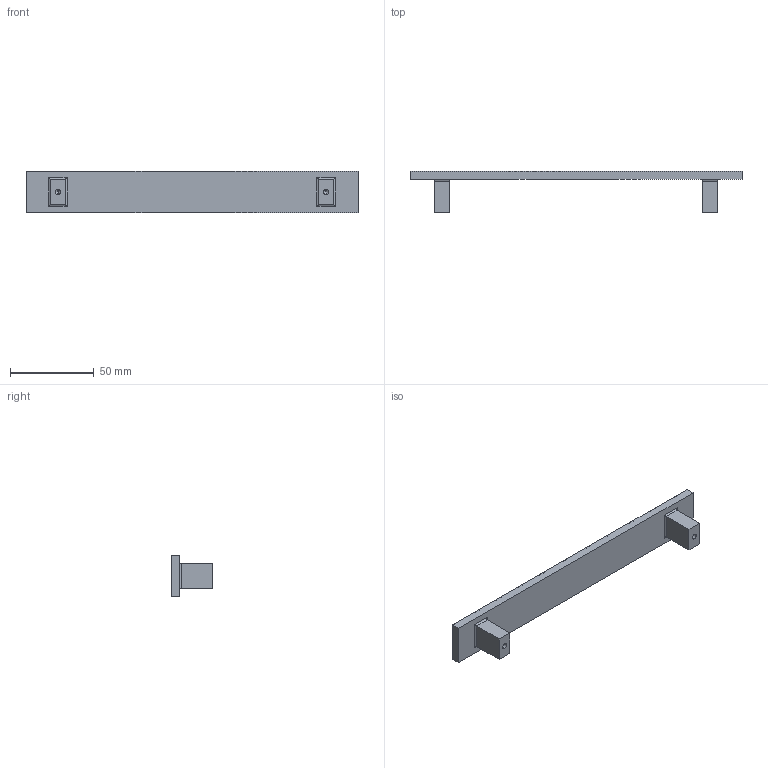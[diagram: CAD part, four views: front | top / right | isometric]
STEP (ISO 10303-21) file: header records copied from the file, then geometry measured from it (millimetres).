
FILE_DESCRIPTION (( 'STEP AP214' ), '1' );
FILE_NAME ('F003180,F003181_3D.step', '2022-08-15T13:03:39', ( '' ), ( '' ), 'SwSTEP 2.0', 'SolidWorks 2020', '' );
FILE_SCHEMA (( 'AUTOMOTIVE_DESIGN' ));
Length unit declared in the file: millimetre
Products named in the file (1): F003180,F003181_3D
Bounding box: 198 x 25 x 25 mm (x, y, z)
Volume: 28068.2 mm3; surface area: 16042.3 mm2
Topology: 1 solids, 1 shells, 1106 faces, 2664 edges, 1770 vertices
Faces by surface type: plane 1090, cylinder 12, cone 4
Entity records: 33246 total; most frequent: CARTESIAN_POINT 8993, ORIENTED_EDGE 5320, DIRECTION 4016, EDGE_CURVE 2660, VECTOR 1786, LINE 1786, VERTEX_POINT 1770, EDGE_LOOP 1320
